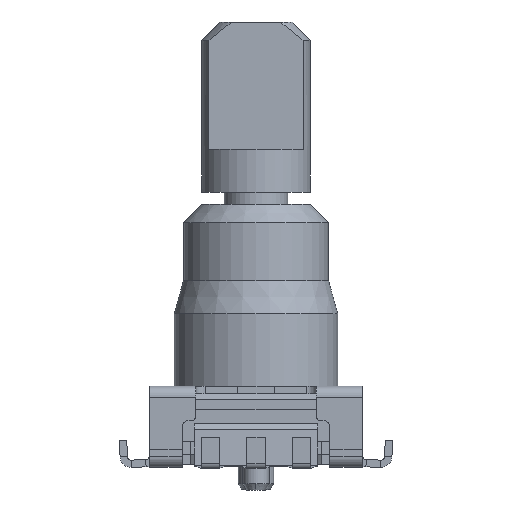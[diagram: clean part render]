
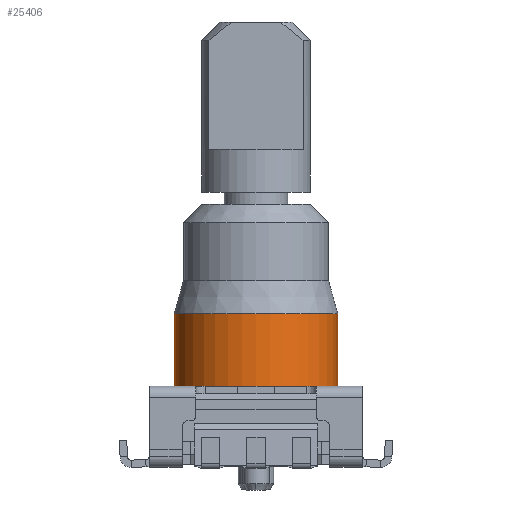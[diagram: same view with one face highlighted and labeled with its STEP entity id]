
A CAD part, front view. The second image highlights one B-rep face of the part: STEP entity #25406.
In plain terms, the highlighted cylindrical face has radius 4.487 mm (diameter 8.975 mm), a partial arc.
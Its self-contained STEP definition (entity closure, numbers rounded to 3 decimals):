
#232 = EDGE_CURVE ( 'NONE', #12940, #12938, #7735, .T. ) ;
#3671 = CYLINDRICAL_SURFACE ( 'NONE', #9797, 4.487 ) ;
#3684 = FACE_OUTER_BOUND ( 'NONE', #23555, .T. ) ;
#5693 = LINE ( 'NONE', #26993, #5695 ) ;
#5695 = VECTOR ( 'NONE', #26990, 1000. ) ;
#5923 = VECTOR ( 'NONE', #25852, 1000. ) ;
#5930 = LINE ( 'NONE', #26694, #5923 ) ;
#6036 = CIRCLE ( 'NONE', #22426, 4.487 ) ;
#7735 = CIRCLE ( 'NONE', #22779, 4.487 ) ;
#9797 = AXIS2_PLACEMENT_3D ( 'NONE', #20745, #20734, #20726 ) ;
#11939 = EDGE_CURVE ( 'NONE', #12961, #12938, #5693, .T. ) ;
#12434 = EDGE_CURVE ( 'NONE', #12913, #12940, #5930, .T. ) ;
#12587 = EDGE_CURVE ( 'NONE', #12913, #12961, #6036, .T. ) ;
#12913 = VERTEX_POINT ( 'NONE', #26317 ) ;
#12938 = VERTEX_POINT ( 'NONE', #26399 ) ;
#12940 = VERTEX_POINT ( 'NONE', #25935 ) ;
#12961 = VERTEX_POINT ( 'NONE', #26987 ) ;
#13150 = ORIENTED_EDGE ( 'NONE', *, *, #11939, .T. ) ;
#13164 = ORIENTED_EDGE ( 'NONE', *, *, #232, .F. ) ;
#20726 = DIRECTION ( 'NONE',  ( 1., 0., 0. ) ) ;
#20734 = DIRECTION ( 'NONE',  ( 0., 0., 1. ) ) ;
#20745 = CARTESIAN_POINT ( 'NONE',  ( 0., 0., 4.006 ) ) ;
#21901 = DIRECTION ( 'NONE',  ( 0., 0., 1. ) ) ;
#21931 = CARTESIAN_POINT ( 'NONE',  ( 0., 0., -1.3 ) ) ;
#21941 = DIRECTION ( 'NONE',  ( 1., 0., 0. ) ) ;
#22426 = AXIS2_PLACEMENT_3D ( 'NONE', #27178, #27184, #27191 ) ;
#22779 = AXIS2_PLACEMENT_3D ( 'NONE', #21931, #21901, #21941 ) ;
#23555 = EDGE_LOOP ( 'NONE', ( #25266, #25194, #13150, #13164 ) ) ;
#25194 = ORIENTED_EDGE ( 'NONE', *, *, #12587, .T. ) ;
#25266 = ORIENTED_EDGE ( 'NONE', *, *, #12434, .F. ) ;
#25406 = ADVANCED_FACE ( 'NONE', ( #3684 ), #3671, .T. ) ;
#25852 = DIRECTION ( 'NONE',  ( 0., 0., 1. ) ) ;
#25935 = CARTESIAN_POINT ( 'NONE',  ( -4.487, 0., -1.3 ) ) ;
#26317 = CARTESIAN_POINT ( 'NONE',  ( -4.487, 0., -5.3 ) ) ;
#26399 = CARTESIAN_POINT ( 'NONE',  ( 4.487, 0., -1.3 ) ) ;
#26694 = CARTESIAN_POINT ( 'NONE',  ( -4.487, 0., 4.006 ) ) ;
#26987 = CARTESIAN_POINT ( 'NONE',  ( 4.487, 0., -5.3 ) ) ;
#26990 = DIRECTION ( 'NONE',  ( 0., 0., 1. ) ) ;
#26993 = CARTESIAN_POINT ( 'NONE',  ( 4.487, 0., 4.006 ) ) ;
#27178 = CARTESIAN_POINT ( 'NONE',  ( 0., 0., -5.3 ) ) ;
#27184 = DIRECTION ( 'NONE',  ( 0., 0., 1. ) ) ;
#27191 = DIRECTION ( 'NONE',  ( 1., 0., 0. ) ) ;
